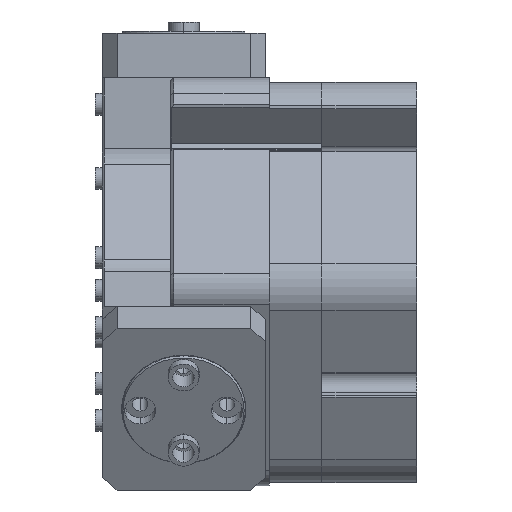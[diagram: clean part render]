
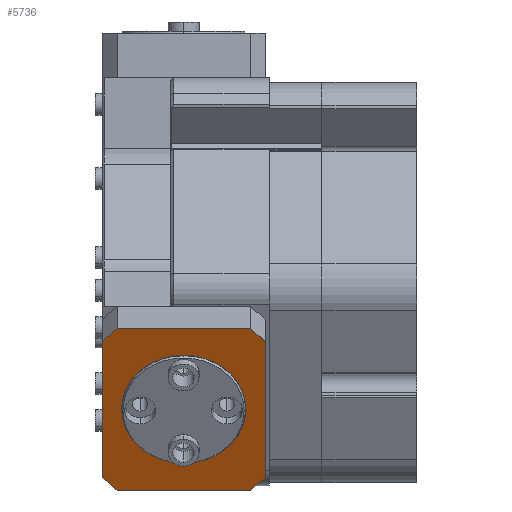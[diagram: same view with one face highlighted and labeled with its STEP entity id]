
A CAD part, left-side view. The second image highlights one B-rep face of the part: STEP entity #5736.
In plain terms, the highlighted face is planar.
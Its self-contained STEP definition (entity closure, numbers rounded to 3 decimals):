
#14 = EDGE_CURVE ( 'NONE', #34888, #13389, #29683, .T. ) ;
#176 = AXIS2_PLACEMENT_3D ( 'NONE', #1952, #27230, #40287 ) ;
#322 = LINE ( 'NONE', #9350, #25823 ) ;
#328 = VECTOR ( 'NONE', #2619, 1000. ) ;
#750 = EDGE_CURVE ( 'NONE', #26968, #36327, #5652, .T. ) ;
#829 = LINE ( 'NONE', #17767, #24294 ) ;
#1050 = LINE ( 'NONE', #28459, #34028 ) ;
#1130 = ORIENTED_EDGE ( 'NONE', *, *, #14, .T. ) ;
#1399 = EDGE_LOOP ( 'NONE', ( #40695, #13981 ) ) ;
#1952 = CARTESIAN_POINT ( 'NONE',  ( 0., 0., 14.3 ) ) ;
#2619 = DIRECTION ( 'NONE',  ( -1., 0., 0. ) ) ;
#2967 = VERTEX_POINT ( 'NONE', #19376 ) ;
#4672 = DIRECTION ( 'NONE',  ( 0., 0., 1. ) ) ;
#4699 = CARTESIAN_POINT ( 'NONE',  ( -25.3, -26.25, 14.3 ) ) ;
#5652 = CIRCLE ( 'NONE', #176, 20. ) ;
#5736 = ADVANCED_FACE ( 'NONE', ( #32084, #26614 ), #12780, .T. ) ;
#6439 = VERTEX_POINT ( 'NONE', #25869 ) ;
#6574 = CARTESIAN_POINT ( 'NONE',  ( -30., 21.55, 14.3 ) ) ;
#6902 = EDGE_CURVE ( 'NONE', #2967, #29606, #1050, .T. ) ;
#7361 = LINE ( 'NONE', #16362, #20401 ) ;
#7500 = EDGE_CURVE ( 'NONE', #13389, #18623, #19987, .T. ) ;
#8352 = CARTESIAN_POINT ( 'NONE',  ( -30., -21.55, 14.3 ) ) ;
#8814 = ORIENTED_EDGE ( 'NONE', *, *, #31377, .T. ) ;
#9296 = LINE ( 'NONE', #12793, #328 ) ;
#9350 = CARTESIAN_POINT ( 'NONE',  ( 25.775, 25.775, 14.3 ) ) ;
#9568 = DIRECTION ( 'NONE',  ( 0., 0., 1. ) ) ;
#9702 = DIRECTION ( 'NONE',  ( 1., 0., 0. ) ) ;
#9736 = ORIENTED_EDGE ( 'NONE', *, *, #7500, .T. ) ;
#10156 = CARTESIAN_POINT ( 'NONE',  ( 30., 21.55, 14.3 ) ) ;
#10482 = EDGE_CURVE ( 'NONE', #29606, #37222, #322, .T. ) ;
#12046 = CARTESIAN_POINT ( 'NONE',  ( 25.3, 26.25, 14.3 ) ) ;
#12381 = CARTESIAN_POINT ( 'NONE',  ( -20., 0., 14.3 ) ) ;
#12528 = CARTESIAN_POINT ( 'NONE',  ( 0., 0., 14.3 ) ) ;
#12780 = PLANE ( 'NONE',  #24443 ) ;
#12793 = CARTESIAN_POINT ( 'NONE',  ( -30., 26.25, 14.3 ) ) ;
#13389 = VERTEX_POINT ( 'NONE', #4699 ) ;
#13468 = VECTOR ( 'NONE', #19790, 1000. ) ;
#13981 = ORIENTED_EDGE ( 'NONE', *, *, #38175, .F. ) ;
#16362 = CARTESIAN_POINT ( 'NONE',  ( 25.775, -25.775, 14.3 ) ) ;
#16455 = CIRCLE ( 'NONE', #19174, 20. ) ;
#16898 = ORIENTED_EDGE ( 'NONE', *, *, #40252, .T. ) ;
#17683 = ORIENTED_EDGE ( 'NONE', *, *, #10482, .T. ) ;
#17767 = CARTESIAN_POINT ( 'NONE',  ( -25.775, 25.775, 14.3 ) ) ;
#18623 = VERTEX_POINT ( 'NONE', #25190 ) ;
#18984 = DIRECTION ( 'NONE',  ( 0., -1., 0. ) ) ;
#19008 = DIRECTION ( 'NONE',  ( -0.707, 0.707, 0. ) ) ;
#19174 = AXIS2_PLACEMENT_3D ( 'NONE', #23265, #4672, #39373 ) ;
#19376 = CARTESIAN_POINT ( 'NONE',  ( 30., -21.55, 14.3 ) ) ;
#19790 = DIRECTION ( 'NONE',  ( 1., 0., 0. ) ) ;
#19987 = LINE ( 'NONE', #38833, #13468 ) ;
#20029 = ORIENTED_EDGE ( 'NONE', *, *, #6902, .T. ) ;
#20190 = VERTEX_POINT ( 'NONE', #6574 ) ;
#20401 = VECTOR ( 'NONE', #38653, 1000. ) ;
#22292 = CARTESIAN_POINT ( 'NONE',  ( -25.775, -25.775, 14.3 ) ) ;
#22434 = DIRECTION ( 'NONE',  ( 0.707, -0.707, 0. ) ) ;
#23265 = CARTESIAN_POINT ( 'NONE',  ( 0., 0., 14.3 ) ) ;
#24294 = VECTOR ( 'NONE', #30881, 1000. ) ;
#24443 = AXIS2_PLACEMENT_3D ( 'NONE', #12528, #9568, #9702 ) ;
#25190 = CARTESIAN_POINT ( 'NONE',  ( 25.3, -26.25, 14.3 ) ) ;
#25823 = VECTOR ( 'NONE', #19008, 1000. ) ;
#25869 = CARTESIAN_POINT ( 'NONE',  ( -25.3, 26.25, 14.3 ) ) ;
#26614 = FACE_BOUND ( 'NONE', #1399, .T. ) ;
#26968 = VERTEX_POINT ( 'NONE', #36192 ) ;
#27230 = DIRECTION ( 'NONE',  ( 0., 0., 1. ) ) ;
#28459 = CARTESIAN_POINT ( 'NONE',  ( 30., 26.25, 14.3 ) ) ;
#29331 = ORIENTED_EDGE ( 'NONE', *, *, #32276, .T. ) ;
#29606 = VERTEX_POINT ( 'NONE', #10156 ) ;
#29683 = LINE ( 'NONE', #22292, #40132 ) ;
#30881 = DIRECTION ( 'NONE',  ( -0.707, -0.707, 0. ) ) ;
#31377 = EDGE_CURVE ( 'NONE', #18623, #2967, #7361, .T. ) ;
#31989 = VECTOR ( 'NONE', #18984, 1000. ) ;
#32084 = FACE_OUTER_BOUND ( 'NONE', #41101, .T. ) ;
#32276 = EDGE_CURVE ( 'NONE', #37222, #6439, #9296, .T. ) ;
#33160 = EDGE_CURVE ( 'NONE', #6439, #20190, #829, .T. ) ;
#34028 = VECTOR ( 'NONE', #34880, 1000. ) ;
#34880 = DIRECTION ( 'NONE',  ( 0., 1., 0. ) ) ;
#34888 = VERTEX_POINT ( 'NONE', #8352 ) ;
#36032 = ORIENTED_EDGE ( 'NONE', *, *, #33160, .T. ) ;
#36192 = CARTESIAN_POINT ( 'NONE',  ( 20., 0., 14.3 ) ) ;
#36327 = VERTEX_POINT ( 'NONE', #12381 ) ;
#37222 = VERTEX_POINT ( 'NONE', #12046 ) ;
#37453 = LINE ( 'NONE', #37783, #31989 ) ;
#37783 = CARTESIAN_POINT ( 'NONE',  ( -30., 26.25, 14.3 ) ) ;
#38175 = EDGE_CURVE ( 'NONE', #36327, #26968, #16455, .T. ) ;
#38653 = DIRECTION ( 'NONE',  ( 0.707, 0.707, 0. ) ) ;
#38833 = CARTESIAN_POINT ( 'NONE',  ( -30., -26.25, 14.3 ) ) ;
#39373 = DIRECTION ( 'NONE',  ( 1., 0., 0. ) ) ;
#40132 = VECTOR ( 'NONE', #22434, 1000. ) ;
#40252 = EDGE_CURVE ( 'NONE', #20190, #34888, #37453, .T. ) ;
#40287 = DIRECTION ( 'NONE',  ( 1., 0., 0. ) ) ;
#40695 = ORIENTED_EDGE ( 'NONE', *, *, #750, .F. ) ;
#41101 = EDGE_LOOP ( 'NONE', ( #9736, #8814, #20029, #17683, #29331, #36032, #16898, #1130 ) ) ;
